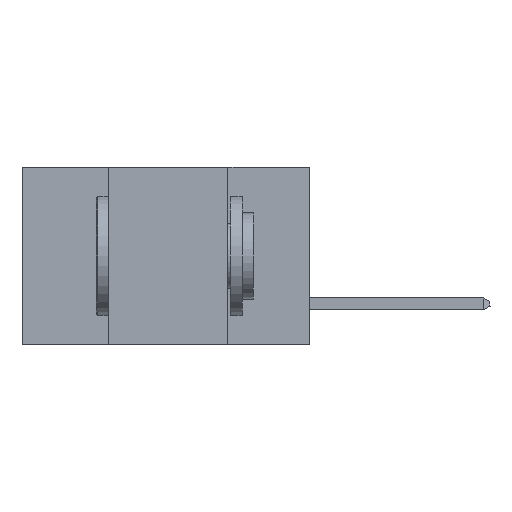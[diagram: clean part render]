
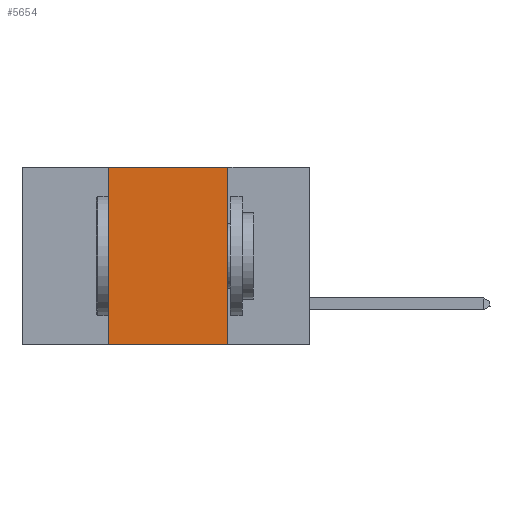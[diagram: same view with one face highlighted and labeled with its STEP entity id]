
A CAD part, left-side view. The second image highlights one B-rep face of the part: STEP entity #5654.
In plain terms, the highlighted planar face has unit normal (-1, 0, 0).
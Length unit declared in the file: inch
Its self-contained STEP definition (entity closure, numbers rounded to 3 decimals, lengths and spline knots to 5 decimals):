
#1143 = CARTESIAN_POINT ( 'NONE',  ( 0., 0.17, 0. ) ) ;
#1375 = DIRECTION ( 'NONE',  ( 0., -1., 0. ) ) ;
#1478 = EDGE_LOOP ( 'NONE', ( #16992, #8483, #9815, #11464 ) ) ;
#3728 = VECTOR ( 'NONE', #4602, 39.37008 ) ;
#3754 = CARTESIAN_POINT ( 'NONE',  ( 0., 0.6, 0. ) ) ;
#4602 = DIRECTION ( 'NONE',  ( 0., 0., -1. ) ) ;
#4920 = CARTESIAN_POINT ( 'NONE',  ( 0., 0.42, 0. ) ) ;
#5022 = FACE_OUTER_BOUND ( 'NONE', #1478, .T. ) ;
#5654 = ADVANCED_FACE ( 'NONE', ( #5022 ), #24628, .F. ) ;
#6087 = DIRECTION ( 'NONE',  ( 1., 0., 0. ) ) ;
#7139 = DIRECTION ( 'NONE',  ( 0., 0., 1. ) ) ;
#8483 = ORIENTED_EDGE ( 'NONE', *, *, #28716, .F. ) ;
#9815 = ORIENTED_EDGE ( 'NONE', *, *, #20680, .F. ) ;
#10163 = VECTOR ( 'NONE', #7139, 39.37008 ) ;
#10733 = DIRECTION ( 'NONE',  ( 0., 0., -1. ) ) ;
#11464 = ORIENTED_EDGE ( 'NONE', *, *, #12950, .T. ) ;
#11886 = DIRECTION ( 'NONE',  ( 0., -1., 0. ) ) ;
#12840 = VERTEX_POINT ( 'NONE', #18777 ) ;
#12950 = EDGE_CURVE ( 'NONE', #14480, #29376, #13670, .T. ) ;
#13670 = LINE ( 'NONE', #24359, #27058 ) ;
#13816 = LINE ( 'NONE', #4920, #10163 ) ;
#14480 = VERTEX_POINT ( 'NONE', #15253 ) ;
#14865 = EDGE_CURVE ( 'NONE', #27719, #29376, #16036, .T. ) ;
#15253 = CARTESIAN_POINT ( 'NONE',  ( 0., 0.42, -0.37 ) ) ;
#16036 = LINE ( 'NONE', #27858, #3728 ) ;
#16992 = ORIENTED_EDGE ( 'NONE', *, *, #14865, .F. ) ;
#18777 = CARTESIAN_POINT ( 'NONE',  ( 0., 0.42, 0. ) ) ;
#19066 = CARTESIAN_POINT ( 'NONE',  ( 0., 0.6, 0. ) ) ;
#19982 = LINE ( 'NONE', #19066, #21792 ) ;
#20680 = EDGE_CURVE ( 'NONE', #14480, #12840, #13816, .T. ) ;
#21786 = CARTESIAN_POINT ( 'NONE',  ( 0., 0.17, -0.37 ) ) ;
#21792 = VECTOR ( 'NONE', #11886, 39.37008 ) ;
#24359 = CARTESIAN_POINT ( 'NONE',  ( 0., 0.6, -0.37 ) ) ;
#24628 = PLANE ( 'NONE',  #27119 ) ;
#27058 = VECTOR ( 'NONE', #1375, 39.37008 ) ;
#27119 = AXIS2_PLACEMENT_3D ( 'NONE', #3754, #6087, #10733 ) ;
#27719 = VERTEX_POINT ( 'NONE', #1143 ) ;
#27858 = CARTESIAN_POINT ( 'NONE',  ( 0., 0.17, 0. ) ) ;
#28716 = EDGE_CURVE ( 'NONE', #12840, #27719, #19982, .T. ) ;
#29376 = VERTEX_POINT ( 'NONE', #21786 ) ;
